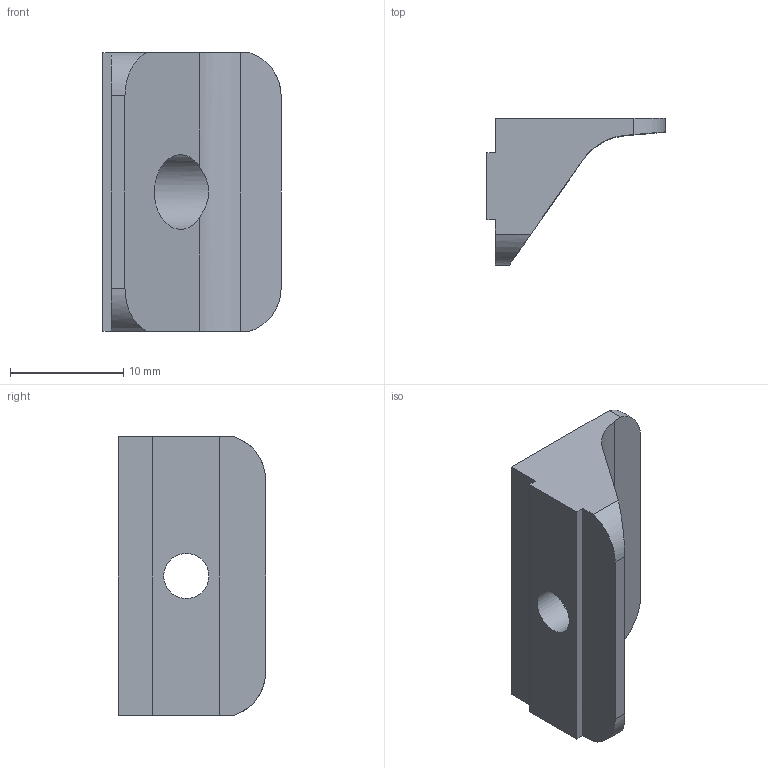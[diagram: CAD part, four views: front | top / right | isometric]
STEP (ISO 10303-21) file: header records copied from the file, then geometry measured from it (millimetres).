
FILE_DESCRIPTION(/* description */ (''),/* implementation_level */ '2;1');
FILE_NAME(/* name */ 'deck_panel_support_lower_adjustable(3-6mm).stp',/* time_stamp */ '2021-06-15T19:35:50-06:00',/* author */ ('wile.e'),/* organization */ (''),/* preprocessor_version */ 'ST-DEVELOPER v18.1',/* originating_system */ 'Autodesk Inventor 2022',/* authorisation */ '');
FILE_SCHEMA (('AUTOMOTIVE_DESIGN { 1 0 10303 214 3 1 1 }'));
Length unit declared in the file: millimetre
Products named in the file (1): deck_panel_support_lower_4mm
Bounding box: 15.75 x 13 x 24.6 mm (x, y, z)
Volume: 1961.1 mm3; surface area: 1494.7 mm2
Topology: 1 solids, 1 shells, 20 faces, 54 edges, 36 vertices
Faces by surface type: plane 13, cylinder 7
Full cylindrical faces by diameter (mm): 4 x1, 6.6 x1
Entity records: 690 total; most frequent: CARTESIAN_POINT 125, DIRECTION 110, ORIENTED_EDGE 108, EDGE_CURVE 54, LINE 38, VECTOR 38, VERTEX_POINT 36, AXIS2_PLACEMENT_3D 36
